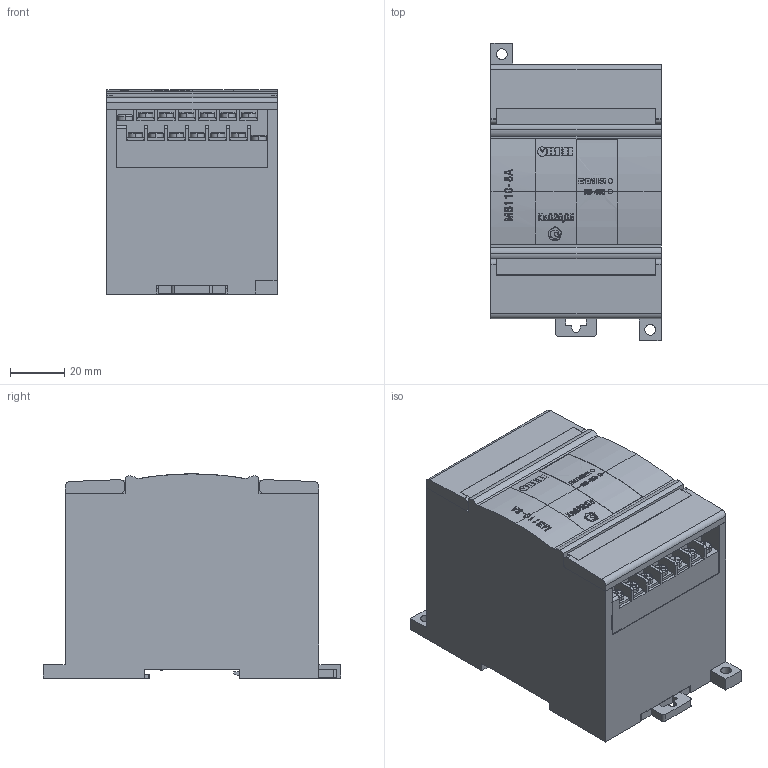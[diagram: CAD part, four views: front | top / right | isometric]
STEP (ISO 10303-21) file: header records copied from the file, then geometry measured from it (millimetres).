
FILE_DESCRIPTION (( 'STEP AP214' ), '1' );
FILE_NAME ('3D Ìîäåëü ÌÂ110-8À.STEP', '2015-12-02T09:04:01', ( '' ), ( '' ), 'SwSTEP 2.0', 'SolidWorks 2013', '' );
FILE_SCHEMA (( 'AUTOMOTIVE_DESIGN' ));
Length unit declared in the file: millimetre
Products named in the file (6): Ôèêñàòîð òèï2; Ïàíåëü ëèöåâàÿ ÌÂ110-8À; Êðûøêà ïðîçðà÷íàÿ ÌÂ110; Ðîçåòêà ÌÕ - 12; Êîðïóñ ÌÂ110-8À; 3D Ìîäåëü ÌÂ110-8À
Assembly tree (7 placements, depth 2):
  3D Ìîäåëü ÌÂ110-8À
    Êîðïóñ ÌÂ110-8À
    Ðîçåòêà ÌÕ - 12  x2
    Êðûøêà ïðîçðà÷íàÿ ÌÂ110  x2
    Ïàíåëü ëèöåâàÿ ÌÂ110-8À
    Ôèêñàòîð òèï2
Bounding box: 63 x 110 x 75.6 mm (x, y, z)
Volume: 413399.2 mm3; surface area: 63132.4 mm2
Topology: 36 solids, 36 shells, 1505 faces, 3907 edges, 2580 vertices
Faces by surface type: plane 935, cylinder 229, bspline 181, cone 104, torus 56
Entity records: 63174 total; most frequent: CARTESIAN_POINT 27818, ORIENTED_EDGE 5750, DIRECTION 4590, EDGE_CURVE 2875, VERTEX_POINT 1904, AXIS2_PLACEMENT_3D 1530, LINE 1530, VECTOR 1530
